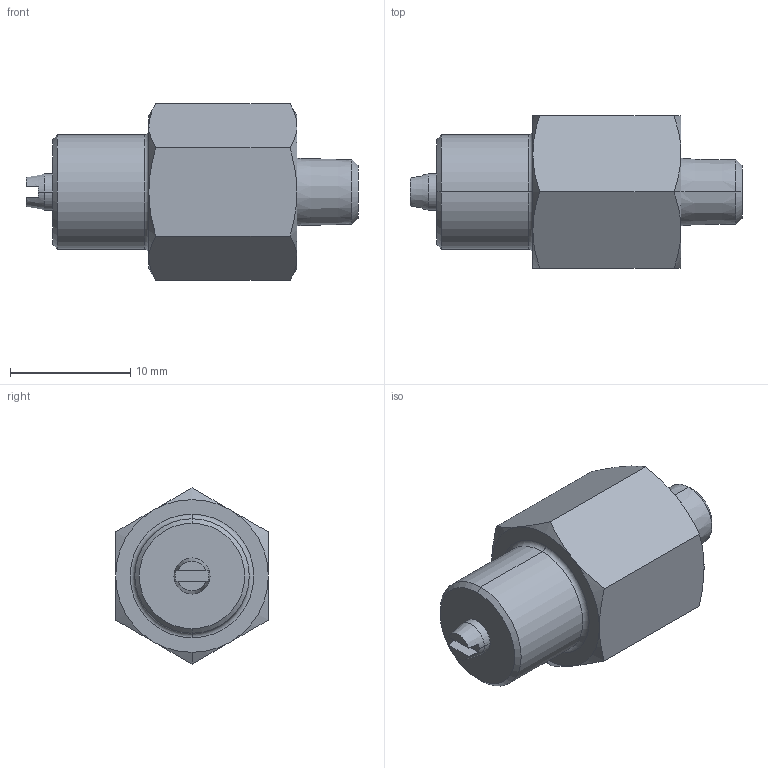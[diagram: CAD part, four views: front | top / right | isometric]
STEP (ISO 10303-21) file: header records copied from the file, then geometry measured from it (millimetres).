
FILE_DESCRIPTION (( 'STEP AP214' ), '1' );
FILE_NAME ('AJNV-M10N.step', '2018-10-25T17:33:29', ( '' ), ( '' ), 'SwSTEP 2.0', 'SolidWorks 2018', '' );
FILE_SCHEMA (( 'AUTOMOTIVE_DESIGN' ));
Length unit declared in the file: inch
Products named in the file (1): AJNV-M10N
Bounding box: 27.62 x 12.7 x 14.66 mm (x, y, z)
Volume: 2293.1 mm3; surface area: 1277 mm2
Topology: 1 solids, 1 shells, 53 faces, 117 edges, 67 vertices
Faces by surface type: cone 28, plane 15, cylinder 8, torus 2
Entity records: 2301 total; most frequent: CARTESIAN_POINT 436, DIRECTION 244, ORIENTED_EDGE 230, EDGE_CURVE 115, AXIS2_PLACEMENT_3D 105, VERTEX_POINT 67, EDGE_LOOP 58, LENGTH_MEASURE_WITH_UNIT 56
